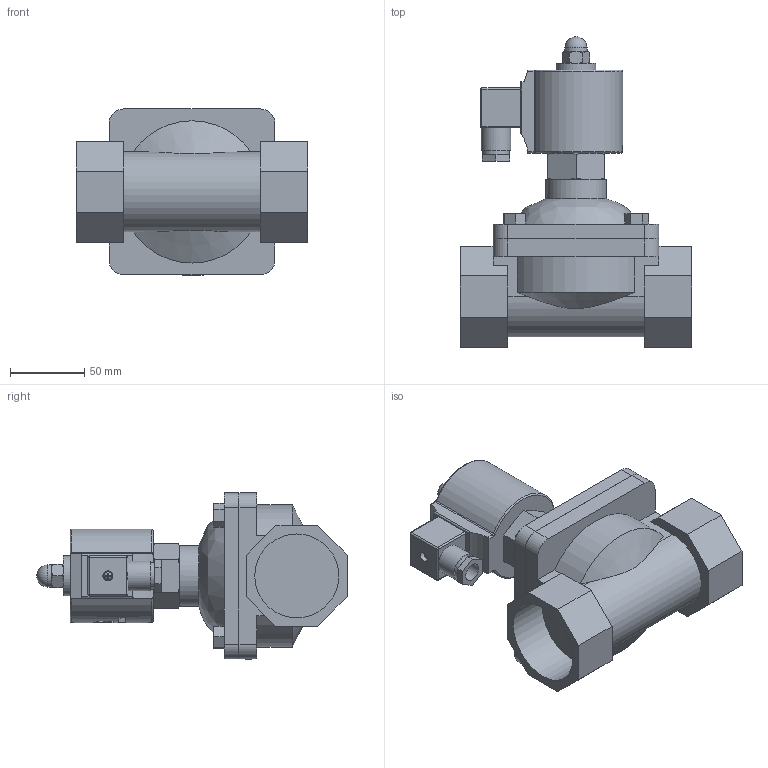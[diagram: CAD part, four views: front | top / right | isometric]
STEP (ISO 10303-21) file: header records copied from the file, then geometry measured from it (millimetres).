
FILE_DESCRIPTION(/* description */ ('СК-21-50'),/* implementation_level */ '2;1');
FILE_NAME(/* name */ 'СК-21-50.stp',/* time_stamp */ '2023-02-14T10:40:04+03:00',/* author */ ('Tech'),/* organization */ (''),/* preprocessor_version */ 'ST-DEVELOPER v18.1',/* originating_system */ 'Autodesk Inventor 2021',/* authorisation */ '');
FILE_SCHEMA (('AUTOMOTIVE_DESIGN { 1 0 10303 214 3 1 1 }'));
Length unit declared in the file: millimetre
Products named in the file (1): СК-21-50
Bounding box: 156 x 209.45 x 112.1 mm (x, y, z)
Volume: 995797.5 mm3; surface area: 121633 mm2
Topology: 8 solids, 8 shells, 368 faces, 942 edges, 620 vertices
Faces by surface type: plane 222, cylinder 97, cone 32, torus 9, sphere 7, bspline 1
Full cylindrical faces by diameter (mm): 2.584 x1, 3 x2, 4.5 x1, 5.115 x1, 5.5 x3, 6.8 x1, 8.376 x1, 10 x2, 10.5 x1, 12 x1, 12.3 x1, 15 x1, 16.7 x1, 18 x1, 20 x3, 21 x1, 27 x1, 41 x1, 56.656 x2
Entity records: 11595 total; most frequent: CARTESIAN_POINT 2524, DIRECTION 1892, ORIENTED_EDGE 1874, EDGE_CURVE 937, AXIS2_PLACEMENT_3D 689, VERTEX_POINT 620, LINE 514, VECTOR 514
